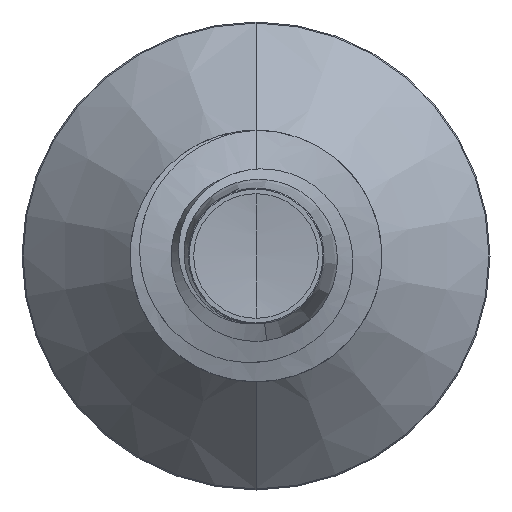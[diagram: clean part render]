
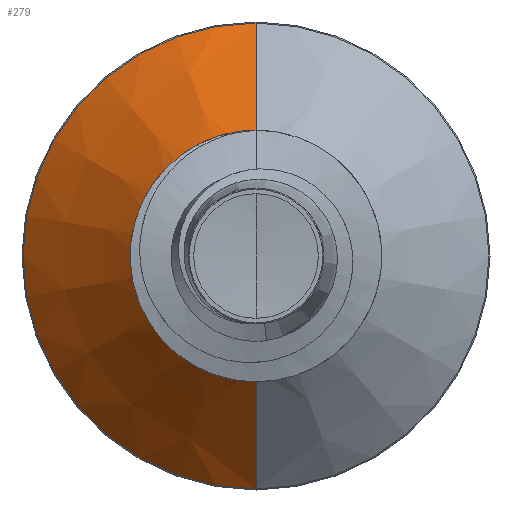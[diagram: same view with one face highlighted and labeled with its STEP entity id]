
A CAD part, front view. The second image highlights one B-rep face of the part: STEP entity #279.
In plain terms, the highlighted conical face has half-angle 45 degrees and reference radius 2.301 mm.
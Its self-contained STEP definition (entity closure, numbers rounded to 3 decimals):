
#67 = EDGE_LOOP ( 'NONE', ( #6286, #610, #3711, #13312 ) ) ;
#279 = ADVANCED_FACE ( 'NONE', ( #11394 ), #11069, .T. ) ;
#484 = VECTOR ( 'NONE', #1323, 1000. ) ;
#610 = ORIENTED_EDGE ( 'NONE', *, *, #5763, .T. ) ;
#1299 = CARTESIAN_POINT ( 'NONE',  ( 0., 6.901, 2.301 ) ) ;
#1323 = DIRECTION ( 'NONE',  ( 0., 0.707, 0.707 ) ) ;
#1394 = CARTESIAN_POINT ( 'NONE',  ( 0., 6.901, -2.301 ) ) ;
#2662 = EDGE_CURVE ( 'NONE', #9172, #5304, #9735, .T. ) ;
#3104 = VERTEX_POINT ( 'NONE', #8848 ) ;
#3326 = DIRECTION ( 'NONE',  ( 0., 0.707, -0.707 ) ) ;
#3602 = AXIS2_PLACEMENT_3D ( 'NONE', #12630, #9455, #9413 ) ;
#3711 = ORIENTED_EDGE ( 'NONE', *, *, #4924, .T. ) ;
#4488 = CARTESIAN_POINT ( 'NONE',  ( 0., 9.228, 4.628 ) ) ;
#4924 = EDGE_CURVE ( 'NONE', #3104, #5304, #9168, .T. ) ;
#5304 = VERTEX_POINT ( 'NONE', #4488 ) ;
#5763 = EDGE_CURVE ( 'NONE', #11145, #3104, #7185, .T. ) ;
#6286 = ORIENTED_EDGE ( 'NONE', *, *, #7903, .F. ) ;
#6287 = AXIS2_PLACEMENT_3D ( 'NONE', #12577, #12560, #12546 ) ;
#6447 = CARTESIAN_POINT ( 'NONE',  ( 0., 6.901, -2.301 ) ) ;
#7185 = CIRCLE ( 'NONE', #6287, 2.301 ) ;
#7903 = EDGE_CURVE ( 'NONE', #11145, #9172, #13365, .T. ) ;
#8373 = AXIS2_PLACEMENT_3D ( 'NONE', #11192, #12052, #11791 ) ;
#8848 = CARTESIAN_POINT ( 'NONE',  ( 0., 6.901, 2.301 ) ) ;
#9016 = VECTOR ( 'NONE', #3326, 1000. ) ;
#9168 = LINE ( 'NONE', #1299, #484 ) ;
#9172 = VERTEX_POINT ( 'NONE', #13416 ) ;
#9413 = DIRECTION ( 'NONE',  ( 0., 0., 1. ) ) ;
#9455 = DIRECTION ( 'NONE',  ( 0., 1., 0. ) ) ;
#9735 = CIRCLE ( 'NONE', #3602, 4.628 ) ;
#11069 = CONICAL_SURFACE ( 'NONE', #8373, 2.301, 0.785 ) ;
#11145 = VERTEX_POINT ( 'NONE', #1394 ) ;
#11192 = CARTESIAN_POINT ( 'NONE',  ( 0., 6.901, 0. ) ) ;
#11394 = FACE_OUTER_BOUND ( 'NONE', #67, .T. ) ;
#11791 = DIRECTION ( 'NONE',  ( 0., 0., 1. ) ) ;
#12052 = DIRECTION ( 'NONE',  ( 0., 1., 0. ) ) ;
#12546 = DIRECTION ( 'NONE',  ( 0., 0., 1. ) ) ;
#12560 = DIRECTION ( 'NONE',  ( 0., 1., 0. ) ) ;
#12577 = CARTESIAN_POINT ( 'NONE',  ( 0., 6.901, 0. ) ) ;
#12630 = CARTESIAN_POINT ( 'NONE',  ( 0., 9.228, 0. ) ) ;
#13312 = ORIENTED_EDGE ( 'NONE', *, *, #2662, .F. ) ;
#13365 = LINE ( 'NONE', #6447, #9016 ) ;
#13416 = CARTESIAN_POINT ( 'NONE',  ( 0., 9.228, -4.628 ) ) ;
